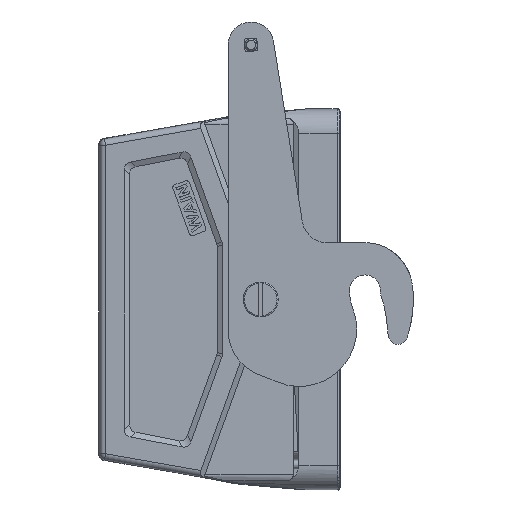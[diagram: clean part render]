
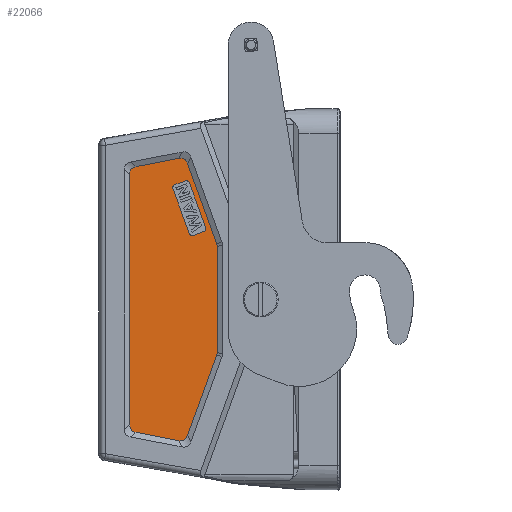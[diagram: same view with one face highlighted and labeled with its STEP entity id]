
A CAD part, left-side view. The second image highlights one B-rep face of the part: STEP entity #22066.
In plain terms, the highlighted planar face has unit normal (-1, 0, 0).
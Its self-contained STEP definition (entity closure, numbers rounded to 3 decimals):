
#6849=CARTESIAN_POINT('',(-21.5,-15.853,16.754));
#6850=CARTESIAN_POINT('',(-21.5,-15.853,17.048));
#6851=CARTESIAN_POINT('',(-21.5,-15.802,17.333));
#6852=CARTESIAN_POINT('',(-21.5,-15.702,17.609));
#6862=DIRECTION('',(0.,0.,1.));
#6863=VECTOR('',#6862,33.508);
#6864=CARTESIAN_POINT('',(-21.5,-15.853,-16.754));
#6865=LINE('',#6864,#6863);
#6875=CARTESIAN_POINT('',(-21.5,-15.702,-17.609));
#6876=CARTESIAN_POINT('',(-21.5,-15.802,-17.333));
#6877=CARTESIAN_POINT('',(-21.5,-15.853,-17.048));
#6878=CARTESIAN_POINT('',(-21.5,-15.853,-16.754));
#6884=DIRECTION('',(0.,-0.342,0.94));
#6885=VECTOR('',#6884,26.85);
#6886=CARTESIAN_POINT('',(-21.5,-6.519,-42.839));
#6887=LINE('',#6886,#6885);
#6898=CARTESIAN_POINT('',(-21.5,-3.695,-44.439));
#6899=CARTESIAN_POINT('',(-21.5,-4.393,-44.574));
#6900=CARTESIAN_POINT('',(-21.5,-5.543,-44.409));
#6901=CARTESIAN_POINT('',(-21.5,-6.275,-43.507));
#6902=CARTESIAN_POINT('',(-21.5,-6.519,-42.839));
#6912=DIRECTION('',(0.,-0.982,-0.19));
#6913=VECTOR('',#6912,13.6);
#6914=CARTESIAN_POINT('',(-21.5,9.658,-41.859));
#6915=LINE('',#6914,#6913);
#6926=CARTESIAN_POINT('',(-21.5,11.683,-39.405));
#6927=CARTESIAN_POINT('',(-21.5,11.683,-40.093));
#6928=CARTESIAN_POINT('',(-21.5,11.319,-41.167));
#6929=CARTESIAN_POINT('',(-21.5,10.333,-41.729));
#6930=CARTESIAN_POINT('',(-21.5,9.658,-41.859));
#6940=DIRECTION('',(0.,0.,-1.));
#6941=VECTOR('',#6940,78.81);
#6942=CARTESIAN_POINT('',(-21.5,11.683,39.405));
#6943=LINE('',#6942,#6941);
#6954=CARTESIAN_POINT('',(-21.5,9.658,41.859));
#6955=CARTESIAN_POINT('',(-21.5,10.333,41.729));
#6956=CARTESIAN_POINT('',(-21.5,11.319,41.167));
#6957=CARTESIAN_POINT('',(-21.5,11.683,40.093));
#6958=CARTESIAN_POINT('',(-21.5,11.683,39.405));
#6964=DIRECTION('',(0.,0.982,-0.19));
#6965=VECTOR('',#6964,13.6);
#6966=CARTESIAN_POINT('',(-21.5,-3.695,44.439));
#6967=LINE('',#6966,#6965);
#6978=CARTESIAN_POINT('',(-21.5,-6.519,42.839));
#6979=CARTESIAN_POINT('',(-21.5,-6.275,43.507));
#6980=CARTESIAN_POINT('',(-21.5,-5.543,44.409));
#6981=CARTESIAN_POINT('',(-21.5,-4.393,44.574));
#6982=CARTESIAN_POINT('',(-21.5,-3.695,44.439));
#6988=DIRECTION('',(0.,0.342,0.94));
#6989=VECTOR('',#6988,26.85);
#6990=CARTESIAN_POINT('',(-21.5,-15.702,17.609));
#6991=LINE('',#6990,#6989);
#6996=DIRECTION('',(0.,0.342,0.94));
#6997=VECTOR('',#6996,15.);
#6998=CARTESIAN_POINT('',(-21.5,-12.266,22.663));
#6999=LINE('',#6998,#6997);
#7000=CARTESIAN_POINT('',(-21.5,-6.196,36.417));
#7001=DIRECTION('',(-1.,0.,0.));
#7002=DIRECTION('',(0.,-0.94,0.342));
#7003=AXIS2_PLACEMENT_3D('',#7000,#7001,#7002);
#7005=DIRECTION('',(0.,0.94,-0.342));
#7006=VECTOR('',#7005,3.5);
#7007=CARTESIAN_POINT('',(-21.5,-5.854,37.356));
#7008=LINE('',#7007,#7006);
#7009=CARTESIAN_POINT('',(-21.5,-2.907,35.22));
#7010=DIRECTION('',(-1.,0.,0.));
#7011=DIRECTION('',(0.,0.342,0.94));
#7012=AXIS2_PLACEMENT_3D('',#7009,#7010,#7011);
#7014=CARTESIAN_POINT('',(-21.5,-2.907,35.22));
#7015=DIRECTION('',(-1.,0.,0.));
#7016=DIRECTION('',(0.,1.,0.));
#7017=AXIS2_PLACEMENT_3D('',#7014,#7015,#7016);
#7019=DIRECTION('',(0.,-0.342,-0.94));
#7020=VECTOR('',#7019,15.);
#7021=CARTESIAN_POINT('',(-21.5,-1.967,34.878));
#7022=LINE('',#7021,#7020);
#7023=CARTESIAN_POINT('',(-21.5,-8.037,21.124));
#7024=DIRECTION('',(-1.,0.,0.));
#7025=DIRECTION('',(0.,0.94,-0.342));
#7026=AXIS2_PLACEMENT_3D('',#7023,#7024,#7025);
#7028=DIRECTION('',(0.,-0.94,0.342));
#7029=VECTOR('',#7028,3.5);
#7030=CARTESIAN_POINT('',(-21.5,-8.379,20.185));
#7031=LINE('',#7030,#7029);
#7032=CARTESIAN_POINT('',(-21.5,-11.326,22.321));
#7033=DIRECTION('',(-1.,0.,0.));
#7034=DIRECTION('',(0.,-0.342,-0.94));
#7035=AXIS2_PLACEMENT_3D('',#7032,#7033,#7034);
#7037=CARTESIAN_POINT('',(-21.5,-11.326,22.321));
#7038=DIRECTION('',(-1.,0.,0.));
#7039=DIRECTION('',(0.,-1.,0.));
#7040=AXIS2_PLACEMENT_3D('',#7037,#7038,#7039);
#10205=CARTESIAN_POINT('',(-21.5,-15.853,16.754));
#10206=VERTEX_POINT('',#10205);
#10207=VERTEX_POINT('',#6852);
#10208=CARTESIAN_POINT('',(-21.5,-15.853,-16.754));
#10209=VERTEX_POINT('',#10208);
#10210=CARTESIAN_POINT('',(-21.5,-15.702,-17.609));
#10211=VERTEX_POINT('',#10210);
#10212=CARTESIAN_POINT('',(-21.5,-6.519,-42.839));
#10213=VERTEX_POINT('',#10212);
#10214=CARTESIAN_POINT('',(-21.5,-3.695,-44.439));
#10215=VERTEX_POINT('',#10214);
#10216=CARTESIAN_POINT('',(-21.5,9.658,-41.859));
#10217=VERTEX_POINT('',#10216);
#10218=CARTESIAN_POINT('',(-21.5,11.683,-39.405));
#10219=VERTEX_POINT('',#10218);
#10220=CARTESIAN_POINT('',(-21.5,11.683,39.405));
#10221=VERTEX_POINT('',#10220);
#10222=CARTESIAN_POINT('',(-21.5,9.658,41.859));
#10223=VERTEX_POINT('',#10222);
#10224=CARTESIAN_POINT('',(-21.5,-3.695,44.439));
#10225=VERTEX_POINT('',#10224);
#10226=CARTESIAN_POINT('',(-21.5,-6.519,42.839));
#10227=VERTEX_POINT('',#10226);
#10228=CARTESIAN_POINT('',(-21.5,-12.266,22.663));
#10229=CARTESIAN_POINT('',(-21.5,-7.136,36.759));
#10230=VERTEX_POINT('',#10228);
#10231=VERTEX_POINT('',#10229);
#10232=CARTESIAN_POINT('',(-21.5,-5.854,37.356));
#10233=VERTEX_POINT('',#10232);
#10234=CARTESIAN_POINT('',(-21.5,-2.565,36.159));
#10235=VERTEX_POINT('',#10234);
#10236=CARTESIAN_POINT('',(-21.5,-1.907,35.22));
#10237=VERTEX_POINT('',#10236);
#10238=CARTESIAN_POINT('',(-21.5,-1.967,34.878));
#10239=VERTEX_POINT('',#10238);
#10240=CARTESIAN_POINT('',(-21.5,-7.098,20.782));
#10241=VERTEX_POINT('',#10240);
#10242=CARTESIAN_POINT('',(-21.5,-8.379,20.185));
#10243=VERTEX_POINT('',#10242);
#10244=CARTESIAN_POINT('',(-21.5,-11.668,21.382));
#10245=VERTEX_POINT('',#10244);
#10246=CARTESIAN_POINT('',(-21.5,-12.326,22.321));
#10247=VERTEX_POINT('',#10246);
#22025=CARTESIAN_POINT('',(-21.5,-17.585,48.886));
#22026=DIRECTION('',(-1.,0.,0.));
#22027=DIRECTION('',(0.,-1.,0.));
#22028=AXIS2_PLACEMENT_3D('',#22025,#22026,#22027);
#22029=PLANE('',#22028);
#22030=ORIENTED_EDGE('',*,*,#21992,.F.);
#22031=ORIENTED_EDGE('',*,*,#22006,.F.);
#22032=ORIENTED_EDGE('',*,*,#22019,.F.);
#22033=ORIENTED_EDGE('',*,*,#21865,.F.);
#22034=ORIENTED_EDGE('',*,*,#21880,.F.);
#22035=ORIENTED_EDGE('',*,*,#21894,.F.);
#22036=ORIENTED_EDGE('',*,*,#21908,.F.);
#22037=ORIENTED_EDGE('',*,*,#21922,.F.);
#22038=ORIENTED_EDGE('',*,*,#21936,.F.);
#22039=ORIENTED_EDGE('',*,*,#21950,.F.);
#22040=ORIENTED_EDGE('',*,*,#21964,.F.);
#22041=ORIENTED_EDGE('',*,*,#21978,.F.);
#22042=EDGE_LOOP('',(#22030,#22031,#22032,#22033,#22034,#22035,#22036,#22037,
#22038,#22039,#22040,#22041));
#22043=FACE_OUTER_BOUND('',#22042,.F.);
#22045=ORIENTED_EDGE('',*,*,#22044,.T.);
#22047=ORIENTED_EDGE('',*,*,#22046,.T.);
#22049=ORIENTED_EDGE('',*,*,#22048,.T.);
#22051=ORIENTED_EDGE('',*,*,#22050,.T.);
#22053=ORIENTED_EDGE('',*,*,#22052,.T.);
#22055=ORIENTED_EDGE('',*,*,#22054,.T.);
#22057=ORIENTED_EDGE('',*,*,#22056,.T.);
#22059=ORIENTED_EDGE('',*,*,#22058,.T.);
#22061=ORIENTED_EDGE('',*,*,#22060,.T.);
#22063=ORIENTED_EDGE('',*,*,#22062,.T.);
#22064=EDGE_LOOP('',(#22045,#22047,#22049,#22051,#22053,#22055,#22057,#22059,
#22061,#22063));
#22065=FACE_BOUND('',#22064,.F.);
#22066=ADVANCED_FACE('',(#22043,#22065),#22029,.T.);
#6853=B_SPLINE_CURVE_WITH_KNOTS('',3,(#6849,#6850,#6851,#6852),.UNSPECIFIED.,
.F.,.F.,(4,4),(0.,1.),.UNSPECIFIED.);
#6879=B_SPLINE_CURVE_WITH_KNOTS('',3,(#6875,#6876,#6877,#6878),.UNSPECIFIED.,
.F.,.F.,(4,4),(0.,1.),.UNSPECIFIED.);
#6903=B_SPLINE_CURVE_WITH_KNOTS('',3,(#6898,#6899,#6900,#6901,#6902),
.UNSPECIFIED.,.F.,.F.,(4,1,4),(0.,0.5,1.),.UNSPECIFIED.);
#6931=B_SPLINE_CURVE_WITH_KNOTS('',3,(#6926,#6927,#6928,#6929,#6930),
.UNSPECIFIED.,.F.,.F.,(4,1,4),(0.,0.5,1.),.UNSPECIFIED.);
#6959=B_SPLINE_CURVE_WITH_KNOTS('',3,(#6954,#6955,#6956,#6957,#6958),
.UNSPECIFIED.,.F.,.F.,(4,1,4),(0.,0.5,1.),.UNSPECIFIED.);
#6983=B_SPLINE_CURVE_WITH_KNOTS('',3,(#6978,#6979,#6980,#6981,#6982),
.UNSPECIFIED.,.F.,.F.,(4,1,4),(0.,0.5,1.),.UNSPECIFIED.);
#7004=CIRCLE('',#7003,1.);
#7013=CIRCLE('',#7012,1.);
#7018=CIRCLE('',#7017,1.);
#7027=CIRCLE('',#7026,1.);
#7036=CIRCLE('',#7035,1.);
#7041=CIRCLE('',#7040,1.);
#21865=EDGE_CURVE('',#10206,#10207,#6853,.T.);
#21880=EDGE_CURVE('',#10209,#10206,#6865,.T.);
#21894=EDGE_CURVE('',#10211,#10209,#6879,.T.);
#21908=EDGE_CURVE('',#10213,#10211,#6887,.T.);
#21922=EDGE_CURVE('',#10215,#10213,#6903,.T.);
#21936=EDGE_CURVE('',#10217,#10215,#6915,.T.);
#21950=EDGE_CURVE('',#10219,#10217,#6931,.T.);
#21964=EDGE_CURVE('',#10221,#10219,#6943,.T.);
#21978=EDGE_CURVE('',#10223,#10221,#6959,.T.);
#21992=EDGE_CURVE('',#10225,#10223,#6967,.T.);
#22006=EDGE_CURVE('',#10227,#10225,#6983,.T.);
#22019=EDGE_CURVE('',#10207,#10227,#6991,.T.);
#22044=EDGE_CURVE('',#10230,#10231,#6999,.T.);
#22046=EDGE_CURVE('',#10231,#10233,#7004,.T.);
#22048=EDGE_CURVE('',#10233,#10235,#7008,.T.);
#22050=EDGE_CURVE('',#10235,#10237,#7013,.T.);
#22052=EDGE_CURVE('',#10237,#10239,#7018,.T.);
#22054=EDGE_CURVE('',#10239,#10241,#7022,.T.);
#22056=EDGE_CURVE('',#10241,#10243,#7027,.T.);
#22058=EDGE_CURVE('',#10243,#10245,#7031,.T.);
#22060=EDGE_CURVE('',#10245,#10247,#7036,.T.);
#22062=EDGE_CURVE('',#10247,#10230,#7041,.T.);
